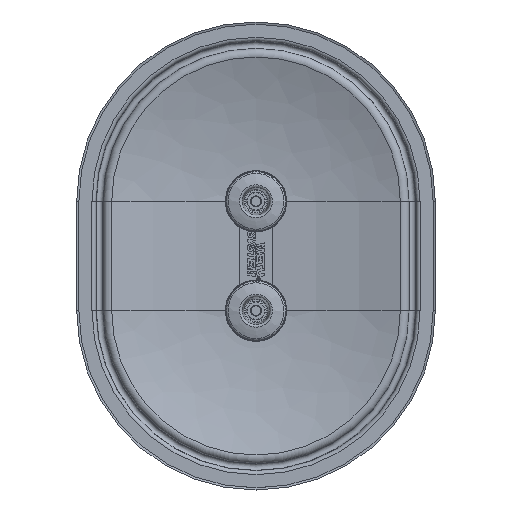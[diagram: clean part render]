
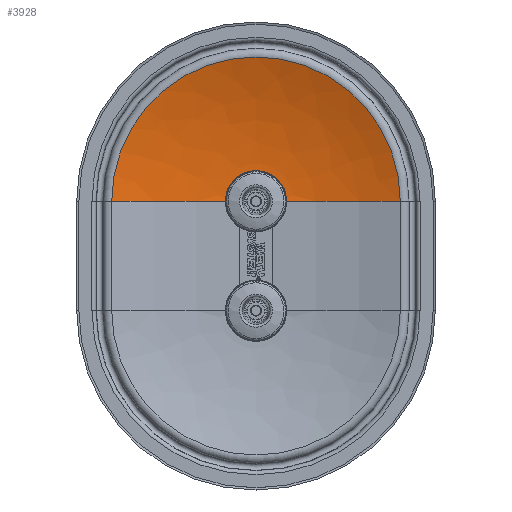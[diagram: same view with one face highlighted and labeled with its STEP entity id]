
A CAD part, top view. The second image highlights one B-rep face of the part: STEP entity #3928.
In plain terms, the highlighted free-form (B-spline) face has degree [3, 3] with [4, 4] control points.
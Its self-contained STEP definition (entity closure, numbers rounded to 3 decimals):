
#130=(
BOUNDED_SURFACE()
B_SPLINE_SURFACE(3,3,((#46838,#46839,#46840,#46841),(#46842,#46843,#46844,
#46845),(#46846,#46847,#46848,#46849),(#46850,#46851,#46852,#46853)),.UNSPECIFIED.,
 .F.,.F.,.F.)
B_SPLINE_SURFACE_WITH_KNOTS((4,4),(4,4),(0.,1.),(0.,1.),.UNSPECIFIED.)
GEOMETRIC_REPRESENTATION_ITEM()
RATIONAL_B_SPLINE_SURFACE(((1.,0.333,0.333,1.),(0.991,
0.33,0.33,0.991),(0.991,
0.33,0.33,0.991),(1.,0.333,
0.333,1.)))
REPRESENTATION_ITEM('')
SURFACE()
);
#1733=FACE_OUTER_BOUND('',#8449,.T.);
#3928=ADVANCED_FACE('',(#1733),#130,.T.);
#6815=CIRCLE('',#33635,14.995);
#6870=CIRCLE('',#33726,359.);
#6871=CIRCLE('',#33728,359.);
#6879=CIRCLE('',#33747,131.984);
#8449=EDGE_LOOP('',(#12425,#12426,#12427,#12428));
#12425=ORIENTED_EDGE('',*,*,#24594,.F.);
#12426=ORIENTED_EDGE('',*,*,#24745,.F.);
#12427=ORIENTED_EDGE('',*,*,#24759,.T.);
#12428=ORIENTED_EDGE('',*,*,#24743,.T.);
#21896=VERTEX_POINT('',#46421);
#21897=VERTEX_POINT('',#46423);
#22009=VERTEX_POINT('',#46800);
#22010=VERTEX_POINT('',#46806);
#24594=EDGE_CURVE('',#21896,#21897,#6815,.T.);
#24743=EDGE_CURVE('',#22009,#21897,#6870,.T.);
#24745=EDGE_CURVE('',#22010,#21896,#6871,.T.);
#24759=EDGE_CURVE('',#22010,#22009,#6879,.T.);
#33635=AXIS2_PLACEMENT_3D('',#46422,#37177,#37178);
#33726=AXIS2_PLACEMENT_3D('',#46803,#37449,#37450);
#33728=AXIS2_PLACEMENT_3D('',#46807,#37454,#37455);
#33747=AXIS2_PLACEMENT_3D('',#46836,#37498,#37499);
#37177=DIRECTION('',(0.,0.,1.));
#37178=DIRECTION('',(0.,-1.,0.));
#37449=DIRECTION('',(0.,-1.,0.));
#37450=DIRECTION('',(1.,0.,0.));
#37454=DIRECTION('',(0.,1.,0.));
#37455=DIRECTION('',(-1.,0.,0.));
#37498=DIRECTION('',(0.,0.,1.));
#37499=DIRECTION('',(0.,-1.,0.));
#46421=CARTESIAN_POINT('',(14.995,50.,-20.2));
#46422=CARTESIAN_POINT('',(0.,50.,-20.2));
#46423=CARTESIAN_POINT('',(-14.995,50.,-20.2));
#46800=CARTESIAN_POINT('',(-131.984,50.,0.651));
#46803=CARTESIAN_POINT('',(-11.366,50.,338.782));
#46806=CARTESIAN_POINT('',(131.984,50.,0.651));
#46807=CARTESIAN_POINT('',(11.366,50.,338.782));
#46836=CARTESIAN_POINT('',(0.,50.,0.651));
#46838=CARTESIAN_POINT('',(-131.984,50.,0.651));
#46839=CARTESIAN_POINT('',(-131.984,313.968,0.651));
#46840=CARTESIAN_POINT('',(131.984,313.968,0.651));
#46841=CARTESIAN_POINT('',(131.984,50.,0.651));
#46842=CARTESIAN_POINT('',(-94.33,50.,-12.781));
#46843=CARTESIAN_POINT('',(-94.33,238.659,-12.781));
#46844=CARTESIAN_POINT('',(94.33,238.659,-12.781));
#46845=CARTESIAN_POINT('',(94.33,50.,-12.781));
#46846=CARTESIAN_POINT('',(-54.971,50.,-19.796));
#46847=CARTESIAN_POINT('',(-54.971,159.943,-19.796));
#46848=CARTESIAN_POINT('',(54.971,159.943,-19.796));
#46849=CARTESIAN_POINT('',(54.971,50.,-19.796));
#46850=CARTESIAN_POINT('',(-14.995,50.,-20.2));
#46851=CARTESIAN_POINT('',(-14.995,79.99,-20.2));
#46852=CARTESIAN_POINT('',(14.995,79.99,-20.2));
#46853=CARTESIAN_POINT('',(14.995,50.,-20.2));
